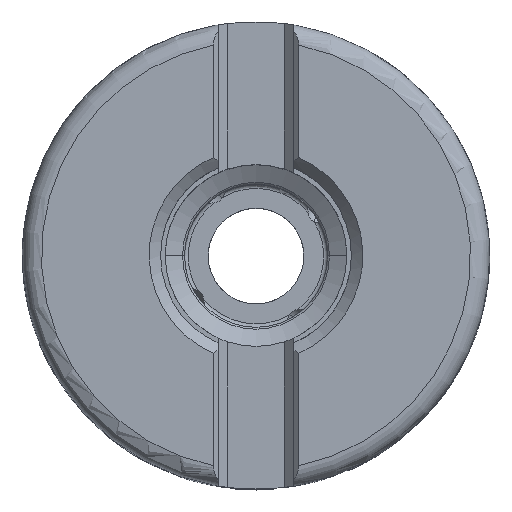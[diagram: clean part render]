
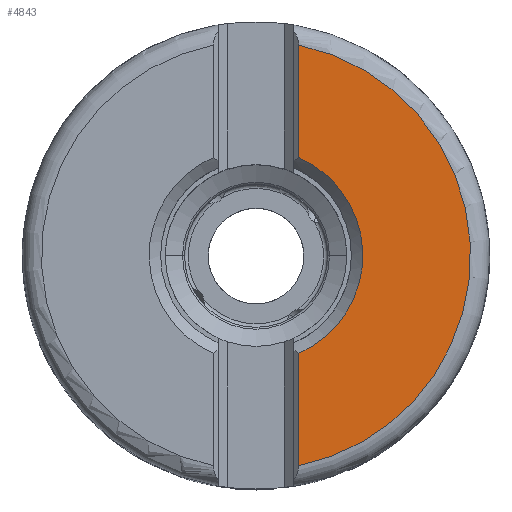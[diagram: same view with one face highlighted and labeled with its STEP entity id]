
A CAD part, top view. The second image highlights one B-rep face of the part: STEP entity #4843.
In plain terms, the highlighted planar face has unit normal (0, 0, 1).
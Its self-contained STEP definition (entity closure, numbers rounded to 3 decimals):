
#1294=PLANE('',#25292);
#2442=LINE('',#55779,#3659);
#2443=LINE('',#55785,#3660);
#3659=VECTOR('',#30337,1.);
#3660=VECTOR('',#30342,1.);
#4843=ADVANCED_FACE('',(#6233),#1294,.T.);
#6233=FACE_OUTER_BOUND('',#7529,.T.);
#7529=EDGE_LOOP('',(#14254,#14255,#14256,#14257,#14258,#14259));
#8484=CIRCLE('',#25287,22.5);
#8485=CIRCLE('',#25288,22.5);
#8486=CIRCLE('',#25290,11.2);
#8487=CIRCLE('',#25291,11.2);
#14254=ORIENTED_EDGE('',*,*,#21221,.F.);
#14255=ORIENTED_EDGE('',*,*,#21220,.F.);
#14256=ORIENTED_EDGE('',*,*,#21222,.F.);
#14257=ORIENTED_EDGE('',*,*,#21223,.F.);
#14258=ORIENTED_EDGE('',*,*,#21224,.F.);
#14259=ORIENTED_EDGE('',*,*,#21225,.F.);
#17910=VERTEX_POINT('',#55752);
#17911=VERTEX_POINT('',#55774);
#17912=VERTEX_POINT('',#55776);
#17913=VERTEX_POINT('',#55780);
#17914=VERTEX_POINT('',#55782);
#17915=VERTEX_POINT('',#55784);
#21220=EDGE_CURVE('',#17911,#17912,#8484,.T.);
#21221=EDGE_CURVE('',#17912,#17910,#8485,.T.);
#21222=EDGE_CURVE('',#17913,#17911,#2442,.T.);
#21223=EDGE_CURVE('',#17914,#17913,#8486,.T.);
#21224=EDGE_CURVE('',#17915,#17914,#8487,.T.);
#21225=EDGE_CURVE('',#17910,#17915,#2443,.T.);
#25287=AXIS2_PLACEMENT_3D('',#55775,#30331,#30332);
#25288=AXIS2_PLACEMENT_3D('',#55777,#30333,#30334);
#25290=AXIS2_PLACEMENT_3D('',#55781,#30338,#30339);
#25291=AXIS2_PLACEMENT_3D('',#55783,#30340,#30341);
#25292=AXIS2_PLACEMENT_3D('',#55786,#30343,#30344);
#30331=DIRECTION('',(0.,0.,-1.));
#30332=DIRECTION('',(0.199,0.98,0.));
#30333=DIRECTION('',(0.,0.,-1.));
#30334=DIRECTION('',(0.907,-0.422,0.));
#30337=DIRECTION('',(0.,1.,0.));
#30338=DIRECTION('',(0.,0.,1.));
#30339=DIRECTION('',(0.906,-0.423,0.));
#30340=DIRECTION('',(0.,0.,1.));
#30341=DIRECTION('',(0.399,-0.917,0.));
#30342=DIRECTION('',(0.,1.,0.));
#30343=DIRECTION('',(0.,0.,1.));
#30344=DIRECTION('',(0.906,-0.423,0.));
#55752=CARTESIAN_POINT('',(4.47,-22.052,0.));
#55774=CARTESIAN_POINT('',(4.47,22.052,0.));
#55775=CARTESIAN_POINT('',(0.,0.,0.));
#55776=CARTESIAN_POINT('',(20.398,-9.495,0.));
#55777=CARTESIAN_POINT('',(0.,0.,0.));
#55779=CARTESIAN_POINT('',(4.47,10.269,0.));
#55780=CARTESIAN_POINT('',(4.47,10.269,0.));
#55781=CARTESIAN_POINT('',(0.,0.,0.));
#55782=CARTESIAN_POINT('',(10.151,-4.733,0.));
#55783=CARTESIAN_POINT('',(0.,0.,0.));
#55784=CARTESIAN_POINT('',(4.47,-10.269,0.));
#55785=CARTESIAN_POINT('',(4.47,-22.052,0.));
#55786=CARTESIAN_POINT('',(8.739,-1.646,0.));
